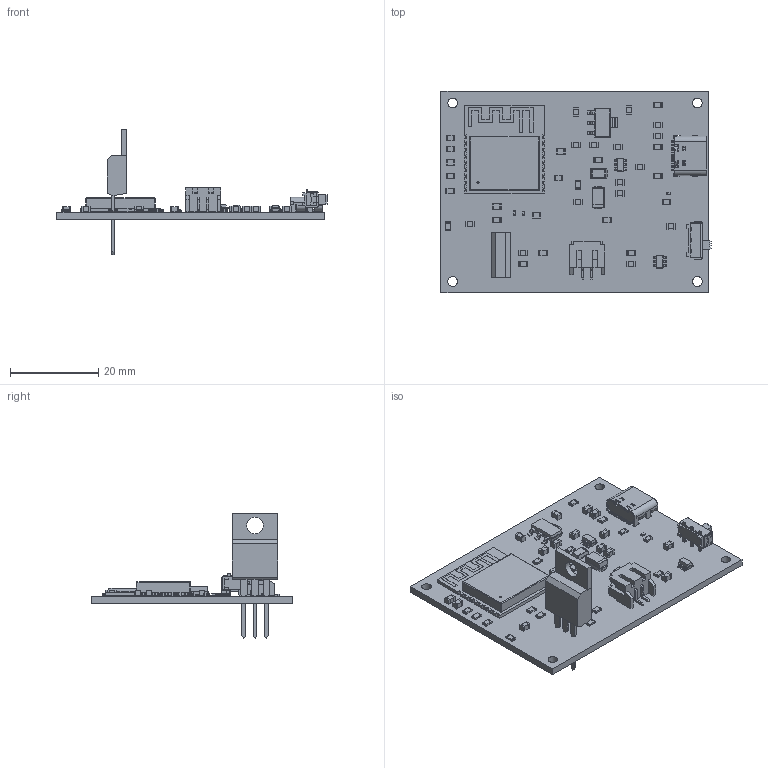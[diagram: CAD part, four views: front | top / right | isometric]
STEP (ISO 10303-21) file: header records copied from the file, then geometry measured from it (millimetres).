
FILE_DESCRIPTION(('KiCad electronic assembly'),'2;1');
FILE_NAME('plant-monitor-pot-pcb.step','2025-12-03T19:28:49',('Pcbnew'), ('Kicad'),'Open CASCADE STEP processor 7.8','KiCad to STEP converter', 'Unknown');
FILE_SCHEMA(('AUTOMOTIVE_DESIGN { 1 0 10303 214 1 1 1 1 }'));
Length unit declared in the file: millimetre
Products named in the file (26): plant-monitor-pot-pcb 1; R_0805_2012Metric; D_SMP_DO-220AA; D_SMP_DO_220AA_cp; SOT-223; SOT_223; SOT-23-6; SOT_23_6; C_0805_2012Metric; EG1270; S2B-PH-SM4-TB; S2B-PH-SM4-TB(LF)(SN); TO-220-3_Vertical; TYPE-C-31-M-12; ESP32-C3-WROOM-02; LED_0402_1005Metric; D_SMA; _autosave-plant-monitor-pot_PCB
Assembly tree (62 placements, depth 3):
  plant-monitor-pot-pcb 1
    R_0805_2012Metric  x18
      R_0805_2012Metric
    D_SMP_DO-220AA
      D_SMP_DO_220AA_cp
    SOT-223
      SOT_223
    SOT-23-6  x2
      SOT_23_6
    C_0805_2012Metric  x18
      C_0805_2012Metric
    EG1270
      EG1270
    S2B-PH-SM4-TB
      S2B-PH-SM4-TB(LF)(SN)
    TO-220-3_Vertical
      TO-220-3_Vertical
    TYPE-C-31-M-12
      TYPE-C-31-M-12
    ESP32-C3-WROOM-02
      ESP32-C3-WROOM-02
    LED_0402_1005Metric  x3
      LED_0402_1005Metric
    D_SMA
      D_SMA
    _autosave-plant-monitor-pot_PCB
Bounding box: 61.25 x 45.8 x 28.52 mm (x, y, z)
Volume: 6175.5 mm3; surface area: 9965.3 mm2
Topology: 131 solids, 131 shells, 2963 faces, 7558 edges, 4898 vertices
Faces by surface type: plane 2185, cylinder 652, bspline 98, cone 20, sphere 8
Full cylindrical faces by diameter (mm): 0.2 x12, 0.5 x1, 0.6 x2, 0.8 x3, 1.1 x3, 2.2 x4, 3.735 x1
Entity records: 60238 total; most frequent: CARTESIAN_POINT 10266, ORIENTED_EDGE 9172, DIRECTION 8588, EDGE_CURVE 4586, LINE 3884, VECTOR 3884, VERTEX_POINT 2966, AXIS2_PLACEMENT_3D 2352
